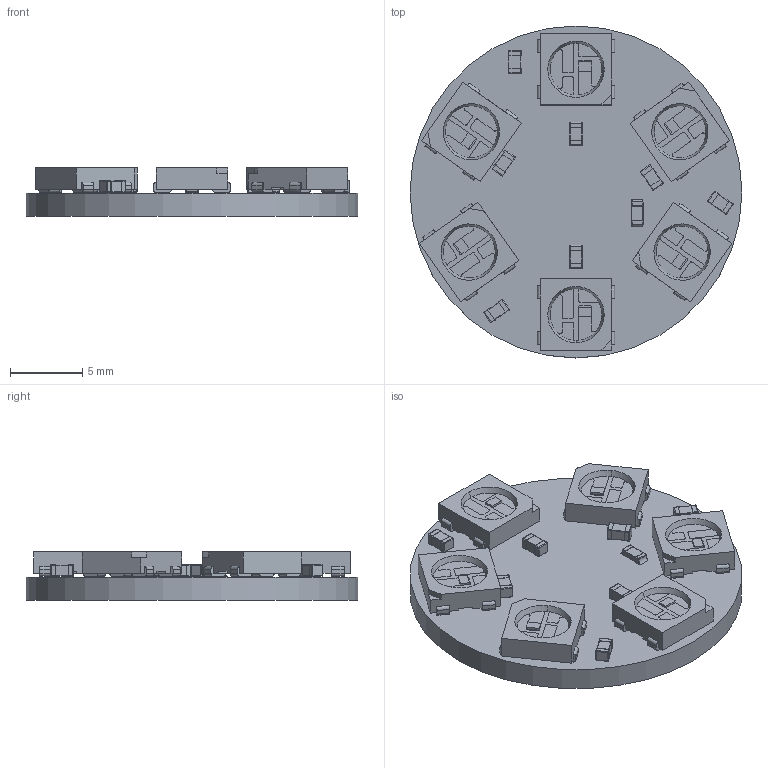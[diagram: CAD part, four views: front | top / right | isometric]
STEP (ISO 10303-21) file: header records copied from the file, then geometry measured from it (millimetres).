
FILE_DESCRIPTION(('KiCad electronic assembly'),'2;1');
FILE_NAME('Smart_LED_WS2812B_Ring7_3D.step','2021-09-16T14:53:27',( 'Pcbnew'),('Kicad'),'Open CASCADE STEP processor 7.5', 'KiCad to STEP converter','Unknown');
FILE_SCHEMA(('AUTOMOTIVE_DESIGN { 1 0 10303 214 1 1 1 1 }'));
Length unit declared in the file: millimetre
Products named in the file (8): Smart_LED_WS2812B_Ring7_3D 1; WS2812b LED; SOLID; 0603C; COMPOUND; 0603R
Assembly tree (18 placements, depth 3):
  Smart_LED_WS2812B_Ring7_3D 1
    WS2812b LED  x6
      SOLID
    0603C  x7
      COMPOUND
    0603R
      SOLID
    SOLID
Bounding box: 23 x 23 x 3.35 mm (x, y, z)
Volume: 870.9 mm3; surface area: 1544.2 mm2
Topology: 29 solids, 29 shells, 743 faces, 1971 edges, 1234 vertices
Faces by surface type: bspline 740, plane 2, cylinder 1
Full cylindrical faces by diameter (mm): 23 x1
Entity records: 10785 total; most frequent: CARTESIAN_POINT 4625, B_SPLINE_CURVE_WITH_KNOTS 1020, ORIENTED_EDGE 842, PCURVE 842, DEFINITIONAL_REPRESENTATION 842, EDGE_CURVE 421, SURFACE_CURVE 420, VERTEX_POINT 268
